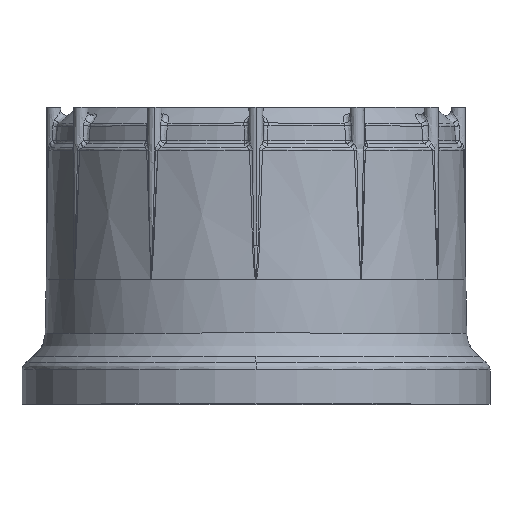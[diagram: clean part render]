
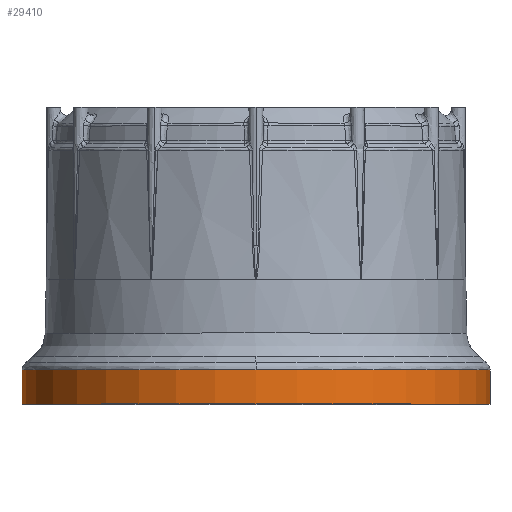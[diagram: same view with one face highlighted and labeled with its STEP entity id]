
A CAD part, top view. The second image highlights one B-rep face of the part: STEP entity #29410.
In plain terms, the highlighted cylindrical face has radius 109.133 mm (diameter 218.266 mm), a partial arc.
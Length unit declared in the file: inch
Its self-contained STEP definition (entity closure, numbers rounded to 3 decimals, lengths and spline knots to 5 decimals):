
#383 = CARTESIAN_POINT ( 'NONE',  ( -4.29657, -5.3039, 0. ) ) ;
#457 = VERTEX_POINT ( 'NONE', #30503 ) ;
#465 = EDGE_CURVE ( 'NONE', #21693, #32755, #10698, .T. ) ;
#561 = VERTEX_POINT ( 'NONE', #17224 ) ;
#870 = DIRECTION ( 'NONE',  ( 0., -1., 0. ) ) ;
#1311 = DIRECTION ( 'NONE',  ( 0., 0., -1. ) ) ;
#2808 = VECTOR ( 'NONE', #25318, 39.37008 ) ;
#3330 = VECTOR ( 'NONE', #7050, 39.37008 ) ;
#3865 = CIRCLE ( 'NONE', #9154, 4.29657 ) ;
#5965 = CARTESIAN_POINT ( 'NONE',  ( 0., -5.3039, 0. ) ) ;
#7050 = DIRECTION ( 'NONE',  ( 0., -1., 0. ) ) ;
#8286 = DIRECTION ( 'NONE',  ( 0., -1., 0. ) ) ;
#9087 = VERTEX_POINT ( 'NONE', #12948 ) ;
#9154 = AXIS2_PLACEMENT_3D ( 'NONE', #14053, #23995, #1311 ) ;
#9713 = LINE ( 'NONE', #9879, #3330 ) ;
#9879 = CARTESIAN_POINT ( 'NONE',  ( 4.29657, -7.51401, 0. ) ) ;
#10406 = AXIS2_PLACEMENT_3D ( 'NONE', #23400, #870, #31186 ) ;
#10674 = ORIENTED_EDGE ( 'NONE', *, *, #18882, .F. ) ;
#10698 = CIRCLE ( 'NONE', #26574, 4.29657 ) ;
#10791 = DIRECTION ( 'NONE',  ( 1., 0., 0. ) ) ;
#11270 = DIRECTION ( 'NONE',  ( 1., 0., 0. ) ) ;
#12611 = DIRECTION ( 'NONE',  ( 0., -1., 0. ) ) ;
#12948 = CARTESIAN_POINT ( 'NONE',  ( 4.29657, -5.3039, 0. ) ) ;
#14053 = CARTESIAN_POINT ( 'NONE',  ( 0., -5.9338, 0. ) ) ;
#14911 = ORIENTED_EDGE ( 'NONE', *, *, #18759, .T. ) ;
#15601 = CARTESIAN_POINT ( 'NONE',  ( 0., -7.51401, 0. ) ) ;
#17224 = CARTESIAN_POINT ( 'NONE',  ( 4.29657, -5.9338, 0. ) ) ;
#18759 = EDGE_CURVE ( 'NONE', #32755, #457, #28304, .T. ) ;
#18882 = EDGE_CURVE ( 'NONE', #561, #457, #3865, .T. ) ;
#18907 = EDGE_CURVE ( 'NONE', #9087, #561, #9713, .T. ) ;
#21693 = VERTEX_POINT ( 'NONE', #28121 ) ;
#23066 = CYLINDRICAL_SURFACE ( 'NONE', #26246, 4.29657 ) ;
#23400 = CARTESIAN_POINT ( 'NONE',  ( 0., -5.3039, 0. ) ) ;
#23494 = ORIENTED_EDGE ( 'NONE', *, *, #32167, .T. ) ;
#23995 = DIRECTION ( 'NONE',  ( 0., -1., 0. ) ) ;
#24681 = CIRCLE ( 'NONE', #10406, 4.29657 ) ;
#25318 = DIRECTION ( 'NONE',  ( 0., -1., 0. ) ) ;
#25967 = ORIENTED_EDGE ( 'NONE', *, *, #18907, .F. ) ;
#26246 = AXIS2_PLACEMENT_3D ( 'NONE', #15601, #12611, #10791 ) ;
#26574 = AXIS2_PLACEMENT_3D ( 'NONE', #5965, #8286, #11270 ) ;
#28121 = CARTESIAN_POINT ( 'NONE',  ( 0., -5.3039, 4.29657 ) ) ;
#28125 = CARTESIAN_POINT ( 'NONE',  ( -4.29657, -7.51401, 0. ) ) ;
#28182 = FACE_OUTER_BOUND ( 'NONE', #32122, .T. ) ;
#28304 = LINE ( 'NONE', #28125, #2808 ) ;
#29410 = ADVANCED_FACE ( 'NONE', ( #28182 ), #23066, .T. ) ;
#30503 = CARTESIAN_POINT ( 'NONE',  ( -4.29657, -5.9338, 0. ) ) ;
#31186 = DIRECTION ( 'NONE',  ( 1., 0., 0. ) ) ;
#31625 = ORIENTED_EDGE ( 'NONE', *, *, #465, .T. ) ;
#32122 = EDGE_LOOP ( 'NONE', ( #23494, #31625, #14911, #10674, #25967 ) ) ;
#32167 = EDGE_CURVE ( 'NONE', #9087, #21693, #24681, .T. ) ;
#32755 = VERTEX_POINT ( 'NONE', #383 ) ;
